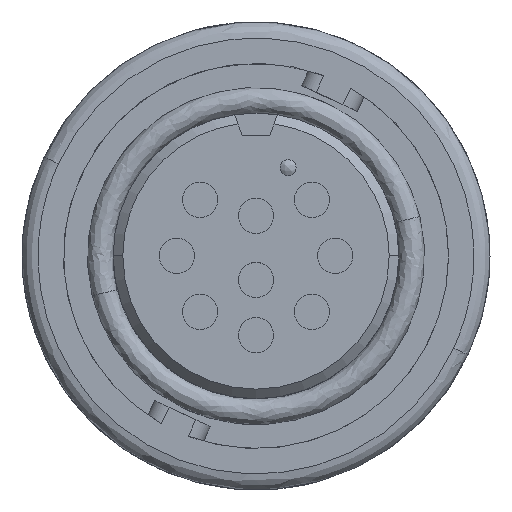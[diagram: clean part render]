
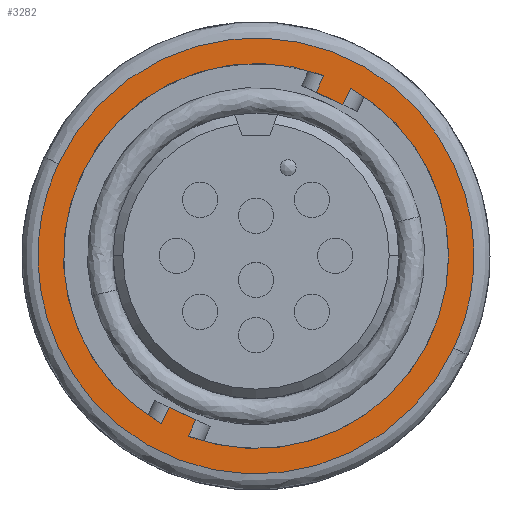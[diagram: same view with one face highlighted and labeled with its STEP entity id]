
A CAD part, top view. The second image highlights one B-rep face of the part: STEP entity #3282.
In plain terms, the highlighted planar face has unit normal (0, 0, 1).
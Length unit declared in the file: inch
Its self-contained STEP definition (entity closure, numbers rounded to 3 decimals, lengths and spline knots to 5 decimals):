
#1013 = CARTESIAN_POINT ( 'NONE',  ( -0.11243, -0.30617, -0.08324 ) ) ;
#1025 = CARTESIAN_POINT ( 'NONE',  ( 0.17662, 0.3137, -0.08324 ) ) ;
#1074 = CARTESIAN_POINT ( 'NONE',  ( 0.12677, 0.33694, -0.08324 ) ) ;
#1128 = CARTESIAN_POINT ( 'NONE',  ( 0.11243, 0.30617, -0.08324 ) ) ;
#1129 = CARTESIAN_POINT ( 'NONE',  ( -0.16227, -0.28293, -0.08324 ) ) ;
#1130 = CARTESIAN_POINT ( 'NONE',  ( -0.12677, -0.33694, -0.08324 ) ) ;
#1314 = CARTESIAN_POINT ( 'NONE',  ( 0.36, 0., -0.08324 ) ) ;
#1330 = CARTESIAN_POINT ( 'NONE',  ( 0.16227, 0.28293, -0.08324 ) ) ;
#1339 = CARTESIAN_POINT ( 'NONE',  ( -0.17662, -0.3137, -0.08324 ) ) ;
#1362 = CARTESIAN_POINT ( 'NONE',  ( 0.36932, -0.17222, -0.08324 ) ) ;
#1410 = CARTESIAN_POINT ( 'NONE',  ( -0.36932, 0.17222, -0.08324 ) ) ;
#1731 = EDGE_CURVE ( 'NONE', #9811, #9336, #1909, .T. ) ;
#1732 = EDGE_CURVE ( 'NONE', #9336, #9520, #11010, .T. ) ;
#1733 = EDGE_CURVE ( 'NONE', #9799, #9137, #11019, .T. ) ;
#1734 = EDGE_CURVE ( 'NONE', #9781, #9522, #1912, .T. ) ;
#1824 = EDGE_CURVE ( 'NONE', #9521, #9095, #11787, .T. ) ;
#1909 = CIRCLE ( 'NONE', #10902, 0.36 ) ;
#1912 = CIRCLE ( 'NONE', #10972, 0.36 ) ;
#1917 = EDGE_CURVE ( 'NONE', #9799, #9520, #15464, .T. ) ;
#1945 = EDGE_CURVE ( 'NONE', #9521, #9811, #15542, .T. ) ;
#1948 = EDGE_CURVE ( 'NONE', #9522, #9095, #15553, .T. ) ;
#2067 = CIRCLE ( 'NONE', #12961, 0.36 ) ;
#3093 =( BOUNDED_CURVE ( )  B_SPLINE_CURVE ( 3, ( #6998, #6999, #7000, #6389 ),
 .UNSPECIFIED., .F., .T. ) 
 B_SPLINE_CURVE_WITH_KNOTS ( ( 4, 4 ),
 ( 0., 1. ),
 .UNSPECIFIED. ) 
 CURVE ( )  GEOMETRIC_REPRESENTATION_ITEM ( )  RATIONAL_B_SPLINE_CURVE ( ( 1., 0.333, 0.333, 1. ) ) 
 REPRESENTATION_ITEM ( '' )  );
#3282 = ADVANCED_FACE ( 'NONE', ( #12879, #12877 ), #5391, .T. ) ;
#3375 = EDGE_CURVE ( 'NONE', #9137, #9781, #2067, .T. ) ;
#3443 = EDGE_CURVE ( 'NONE', #9903, #9842, #3093, .T. ) ;
#3839 = EDGE_CURVE ( 'NONE', #9842, #9903, #17065, .T. ) ;
#4503 = CARTESIAN_POINT ( 'NONE',  ( 0., 0., -0.08324 ) ) ;
#4504 = DIRECTION ( 'NONE',  ( 0., 0., -1. ) ) ;
#4505 = DIRECTION ( 'NONE',  ( 1., 0., 0. ) ) ;
#5391 = PLANE ( 'NONE',  #12882 ) ;
#5392 = CARTESIAN_POINT ( 'NONE',  ( 0., 0., -0.08324 ) ) ;
#5393 = DIRECTION ( 'NONE',  ( 0., 0., 1. ) ) ;
#5394 = DIRECTION ( 'NONE',  ( 1., 0., 0. ) ) ;
#6389 = CARTESIAN_POINT ( 'NONE',  ( 0.36932, -0.17222, -0.08324 ) ) ;
#6998 = CARTESIAN_POINT ( 'NONE',  ( -0.36932, 0.17222, -0.08324 ) ) ;
#6999 = CARTESIAN_POINT ( 'NONE',  ( -0.02489, 0.91086, -0.08324 ) ) ;
#7000 = CARTESIAN_POINT ( 'NONE',  ( 0.71375, 0.56642, -0.08324 ) ) ;
#9095 = VERTEX_POINT ( 'NONE', #1013 ) ;
#9137 = VERTEX_POINT ( 'NONE', #1025 ) ;
#9336 = VERTEX_POINT ( 'NONE', #1074 ) ;
#9520 = VERTEX_POINT ( 'NONE', #1128 ) ;
#9521 = VERTEX_POINT ( 'NONE', #1129 ) ;
#9522 = VERTEX_POINT ( 'NONE', #1130 ) ;
#9781 = VERTEX_POINT ( 'NONE', #1314 ) ;
#9799 = VERTEX_POINT ( 'NONE', #1330 ) ;
#9811 = VERTEX_POINT ( 'NONE', #1339 ) ;
#9842 = VERTEX_POINT ( 'NONE', #1362 ) ;
#9903 = VERTEX_POINT ( 'NONE', #1410 ) ;
#10739 = VECTOR ( 'NONE', #15466, 39.37008 ) ;
#10822 = VECTOR ( 'NONE', #11789, 39.37008 ) ;
#10902 = AXIS2_PLACEMENT_3D ( 'NONE', #11000, #11003, #11004 ) ;
#10903 = VECTOR ( 'NONE', #11023, 39.37008 ) ;
#10905 = VECTOR ( 'NONE', #11015, 39.37008 ) ;
#10972 = AXIS2_PLACEMENT_3D ( 'NONE', #11007, #11026, #11029 ) ;
#11000 = CARTESIAN_POINT ( 'NONE',  ( 0., 0., -0.08324 ) ) ;
#11003 = DIRECTION ( 'NONE',  ( 0., 0., -1. ) ) ;
#11004 = DIRECTION ( 'NONE',  ( 1., 0., 0. ) ) ;
#11007 = CARTESIAN_POINT ( 'NONE',  ( 0., 0., -0.08324 ) ) ;
#11010 = LINE ( 'NONE', #11011, #10905 ) ;
#11011 = CARTESIAN_POINT ( 'NONE',  ( 0.12677, 0.33694, -0.08324 ) ) ;
#11015 = DIRECTION ( 'NONE',  ( -0.423, -0.906, 0. ) ) ;
#11019 = LINE ( 'NONE', #11020, #10903 ) ;
#11020 = CARTESIAN_POINT ( 'NONE',  ( 0.16227, 0.28293, -0.08324 ) ) ;
#11023 = DIRECTION ( 'NONE',  ( 0.423, 0.906, 0. ) ) ;
#11026 = DIRECTION ( 'NONE',  ( 0., 0., -1. ) ) ;
#11029 = DIRECTION ( 'NONE',  ( 1., 0., 0. ) ) ;
#11443 = VECTOR ( 'NONE', #15555, 39.37008 ) ;
#11447 = VECTOR ( 'NONE', #15544, 39.37008 ) ;
#11787 = LINE ( 'NONE', #11788, #10822 ) ;
#11788 = CARTESIAN_POINT ( 'NONE',  ( -0.16227, -0.28293, -0.08324 ) ) ;
#11789 = DIRECTION ( 'NONE',  ( 0.906, -0.423, 0. ) ) ;
#12877 = FACE_BOUND ( 'NONE', #14220, .T. ) ;
#12879 = FACE_OUTER_BOUND ( 'NONE', #14215, .T. ) ;
#12882 = AXIS2_PLACEMENT_3D ( 'NONE', #5392, #5393, #5394 ) ;
#12961 = AXIS2_PLACEMENT_3D ( 'NONE', #4503, #4504, #4505 ) ;
#14040 = ORIENTED_EDGE ( 'NONE', *, *, #3839, .F. ) ;
#14141 = ORIENTED_EDGE ( 'NONE', *, *, #1945, .T. ) ;
#14168 = ORIENTED_EDGE ( 'NONE', *, *, #1732, .T. ) ;
#14171 = ORIENTED_EDGE ( 'NONE', *, *, #3443, .F. ) ;
#14173 = ORIENTED_EDGE ( 'NONE', *, *, #1731, .T. ) ;
#14215 = EDGE_LOOP ( 'NONE', ( #14171, #14040 ) ) ;
#14220 = EDGE_LOOP ( 'NONE', ( #14518, #14553, #14547, #14557, #14381, #14141, #14173, #14168, #14526 ) ) ;
#14381 = ORIENTED_EDGE ( 'NONE', *, *, #1824, .F. ) ;
#14518 = ORIENTED_EDGE ( 'NONE', *, *, #1733, .T. ) ;
#14526 = ORIENTED_EDGE ( 'NONE', *, *, #1917, .F. ) ;
#14547 = ORIENTED_EDGE ( 'NONE', *, *, #1734, .T. ) ;
#14553 = ORIENTED_EDGE ( 'NONE', *, *, #3375, .T. ) ;
#14557 = ORIENTED_EDGE ( 'NONE', *, *, #1948, .T. ) ;
#15464 = LINE ( 'NONE', #15465, #10739 ) ;
#15465 = CARTESIAN_POINT ( 'NONE',  ( 0.16227, 0.28293, -0.08324 ) ) ;
#15466 = DIRECTION ( 'NONE',  ( -0.906, 0.423, 0. ) ) ;
#15542 = LINE ( 'NONE', #15543, #11447 ) ;
#15543 = CARTESIAN_POINT ( 'NONE',  ( -0.16227, -0.28293, -0.08324 ) ) ;
#15544 = DIRECTION ( 'NONE',  ( -0.423, -0.906, 0. ) ) ;
#15553 = LINE ( 'NONE', #15554, #11443 ) ;
#15554 = CARTESIAN_POINT ( 'NONE',  ( -0.12677, -0.33694, -0.08324 ) ) ;
#15555 = DIRECTION ( 'NONE',  ( 0.423, 0.906, 0. ) ) ;
#17065 =( BOUNDED_CURVE ( )  B_SPLINE_CURVE ( 3, ( #17514, #17515, #17516, #17517 ),
 .UNSPECIFIED., .F., .F. ) 
 B_SPLINE_CURVE_WITH_KNOTS ( ( 4, 4 ),
 ( 0., 1. ),
 .UNSPECIFIED. ) 
 CURVE ( )  GEOMETRIC_REPRESENTATION_ITEM ( )  RATIONAL_B_SPLINE_CURVE ( ( 1., 0.333, 0.333, 1. ) ) 
 REPRESENTATION_ITEM ( '' )  );
#17514 = CARTESIAN_POINT ( 'NONE',  ( 0.36932, -0.17222, -0.08324 ) ) ;
#17515 = CARTESIAN_POINT ( 'NONE',  ( 0.02489, -0.91086, -0.08324 ) ) ;
#17516 = CARTESIAN_POINT ( 'NONE',  ( -0.71375, -0.56642, -0.08324 ) ) ;
#17517 = CARTESIAN_POINT ( 'NONE',  ( -0.36932, 0.17222, -0.08324 ) ) ;
